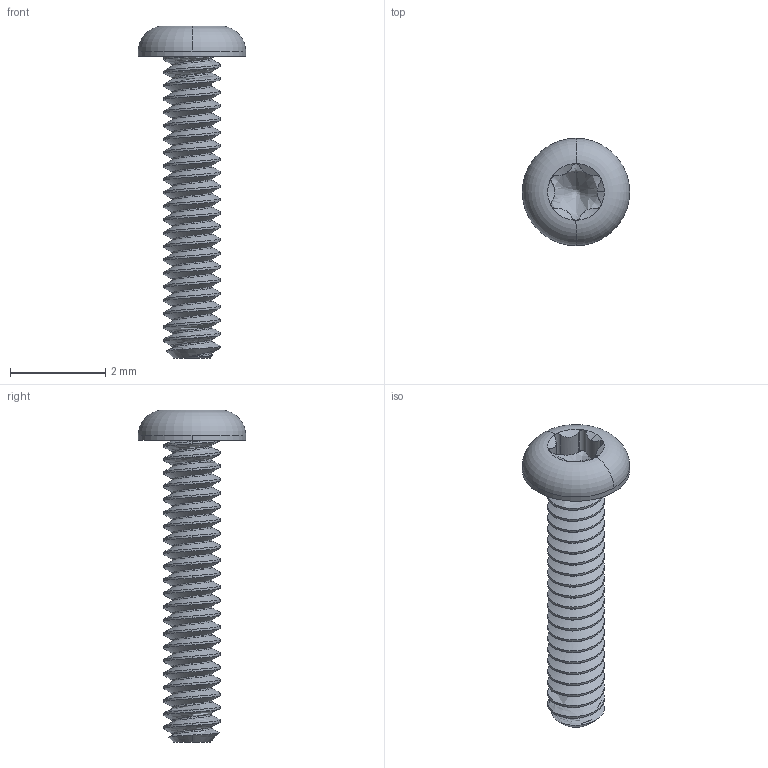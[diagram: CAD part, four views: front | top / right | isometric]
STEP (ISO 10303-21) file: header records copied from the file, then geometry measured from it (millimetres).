
FILE_DESCRIPTION (( 'STEP AP203' ), '1' );
FILE_NAME ('90910A634.step', '2016-08-26T19:24:25', ( 'Admin' ), ( 'McMaster-Carr Supply Co' ), 'SwSTEP 2.0', 'SolidWorks 2010', '' );
FILE_SCHEMA (( 'CONFIG_CONTROL_DESIGN' ));
Length unit declared in the file: inch
Products named in the file (1): 90910A634
Bounding box: 2.26 x 2.26 x 6.99 mm (x, y, z)
Volume: 6.8 mm3; surface area: 48.2 mm2
Topology: 1 solids, 1 shells, 81 faces, 224 edges, 146 vertices
Faces by surface type: cylinder 63, cone 10, bspline 4, torus 2, plane 2
Entity records: 5912 total; most frequent: CARTESIAN_POINT 4129, ORIENTED_EDGE 448, DIRECTION 262, EDGE_CURVE 224, VERTEX_POINT 146, AXIS2_PLACEMENT_3D 98, EDGE_LOOP 82, ADVANCED_FACE 81
